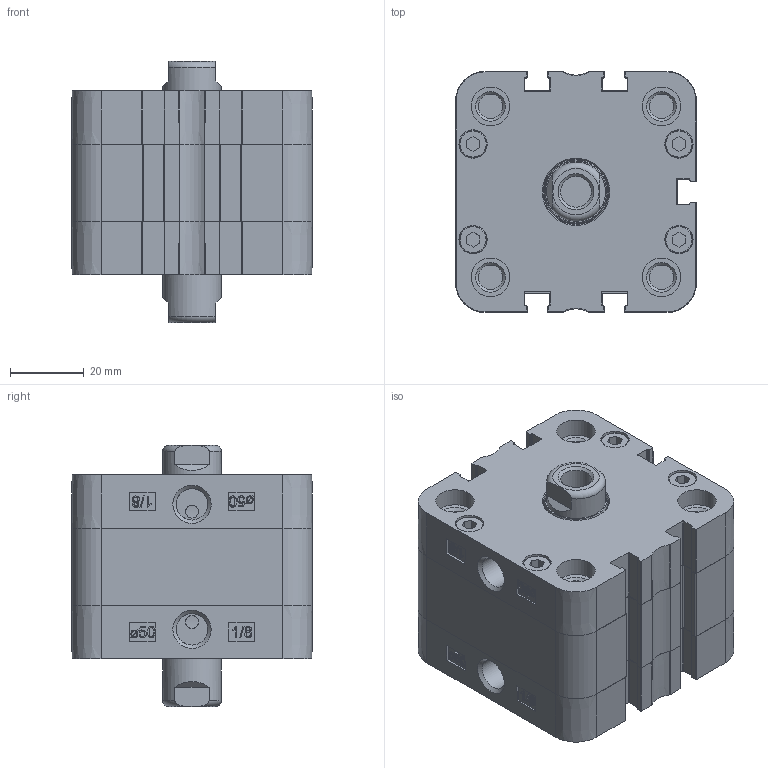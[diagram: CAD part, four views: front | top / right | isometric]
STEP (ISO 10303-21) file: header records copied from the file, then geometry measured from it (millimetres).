
FILE_DESCRIPTION((''),'2;1');
FILE_NAME('PDMP050.005.GS.F.stp','2014-01-20T14:44:08',('carlo.corazza'),(''),'Autodesk Inventor 2012','Autodesk Inventor 2012','');
FILE_SCHEMA(('AUTOMOTIVE_DESIGN { 1 0 10303 214 1 1 1 1 }'));
Length unit declared in the file: millimetre
Products named in the file (5): PDMP050..GS.F; CORPO-005; STELO-005; TA
Assembly tree (5 placements, depth 2):
  PDMP050..GS.F
    CORPO-005
    STELO-005  x2
    TA
    TA
Bounding box: 65.5 x 65.5 x 71 mm (x, y, z)
Volume: 160723.5 mm3; surface area: 50227.3 mm2
Topology: 5 solids, 13 shells, 763 faces, 1941 edges, 1272 vertices
Faces by surface type: plane 350, cylinder 203, bspline 116, cone 48, torus 46
Full cylindrical faces by diameter (mm): 3.5 x2, 5.2 x8, 6.647 x2, 7.5 x8, 7.7 x8, 8.376 x2, 8.566 x2, 10.5 x8, 16 x2, 16.54 x2, 17.7 x2, 18 x2, 20.5 x2, 50 x1
Entity records: 24114 total; most frequent: CARTESIAN_POINT 5933, ORIENTED_EDGE 3578, DIRECTION 3322, EDGE_CURVE 1789, VERTEX_POINT 1233, AXIS2_PLACEMENT_3D 1152, VECTOR 1018, LINE 1018
